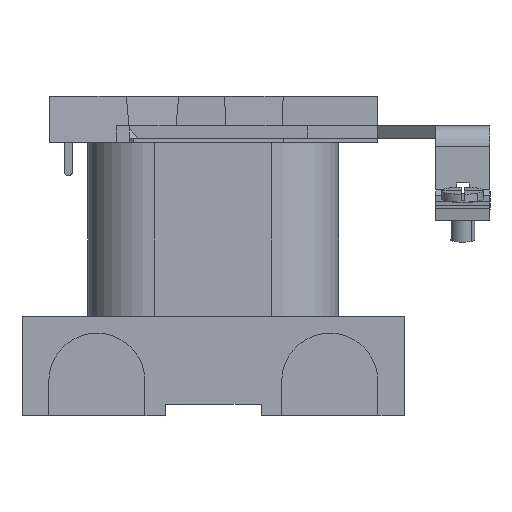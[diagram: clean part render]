
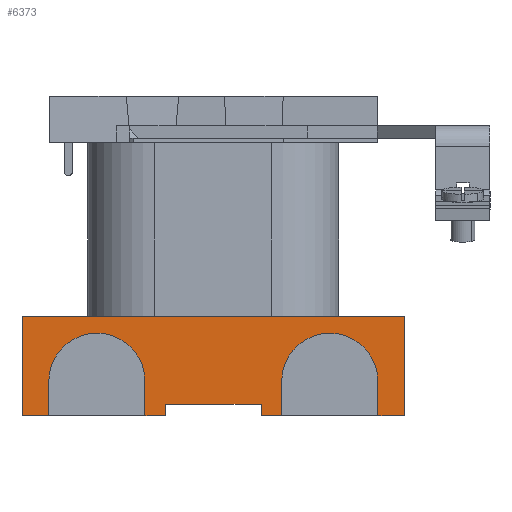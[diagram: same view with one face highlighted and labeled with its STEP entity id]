
A CAD part, front view. The second image highlights one B-rep face of the part: STEP entity #6373.
In plain terms, the highlighted planar face has unit normal (0, -1, 0).
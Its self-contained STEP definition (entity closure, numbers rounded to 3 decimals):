
#92 = CARTESIAN_POINT ( 'NONE',  ( 6.365, -16.143, -22.694 ) ) ;
#442 = VECTOR ( 'NONE', #5569, 1000. ) ;
#813 = CARTESIAN_POINT ( 'NONE',  ( -7.535, -16.143, -21.344 ) ) ;
#891 = LINE ( 'NONE', #5063, #9537 ) ;
#973 = CARTESIAN_POINT ( 'NONE',  ( -24.685, -16.143, -10.844 ) ) ;
#1301 = VERTEX_POINT ( 'NONE', #12266 ) ;
#1338 = AXIS2_PLACEMENT_3D ( 'NONE', #13158, #10364, #7867 ) ;
#1377 = EDGE_LOOP ( 'NONE', ( #4023, #16667, #10623, #11420, #9371, #14356, #15019, #12495, #12328, #11246, #5460, #12935, #1444, #4279, #4986, #12078 ) ) ;
#1444 = ORIENTED_EDGE ( 'NONE', *, *, #2063, .T. ) ;
#1467 = DIRECTION ( 'NONE',  ( 0., 1., 0. ) ) ;
#1561 = CARTESIAN_POINT ( 'NONE',  ( 17.865, -16.143, -22.694 ) ) ;
#1681 = DIRECTION ( 'NONE',  ( -1., 0., 0. ) ) ;
#1694 = CARTESIAN_POINT ( 'NONE',  ( 21.065, -16.143, -22.694 ) ) ;
#1746 = VERTEX_POINT ( 'NONE', #1561 ) ;
#1813 = LINE ( 'NONE', #13403, #10464 ) ;
#1968 = EDGE_CURVE ( 'NONE', #16305, #7995, #8359, .T. ) ;
#1992 = VECTOR ( 'NONE', #17011, 1000. ) ;
#2063 = EDGE_CURVE ( 'NONE', #15849, #10218, #4273, .T. ) ;
#2293 = LINE ( 'NONE', #3503, #12428 ) ;
#2318 = CARTESIAN_POINT ( 'NONE',  ( -24.685, -16.143, -10.844 ) ) ;
#2387 = LINE ( 'NONE', #7820, #1992 ) ;
#2397 = VECTOR ( 'NONE', #5670, 1000. ) ;
#2539 = CARTESIAN_POINT ( 'NONE',  ( -21.485, -16.143, -22.694 ) ) ;
#2653 = PLANE ( 'NONE',  #3360 ) ;
#2850 = DIRECTION ( 'NONE',  ( -1., 0., 0. ) ) ;
#3006 = VECTOR ( 'NONE', #4007, 1000. ) ;
#3037 = VECTOR ( 'NONE', #3127, 1000. ) ;
#3127 = DIRECTION ( 'NONE',  ( 0., 0., -1. ) ) ;
#3278 = EDGE_CURVE ( 'NONE', #15594, #1746, #9936, .T. ) ;
#3344 = EDGE_CURVE ( 'NONE', #12348, #1301, #13446, .T. ) ;
#3351 = EDGE_CURVE ( 'NONE', #16857, #13510, #16528, .T. ) ;
#3360 = AXIS2_PLACEMENT_3D ( 'NONE', #6775, #1467, #14430 ) ;
#3503 = CARTESIAN_POINT ( 'NONE',  ( -9.985, -16.143, -22.694 ) ) ;
#3630 = VECTOR ( 'NONE', #10382, 1000. ) ;
#4007 = DIRECTION ( 'NONE',  ( 0., 0., 1. ) ) ;
#4023 = ORIENTED_EDGE ( 'NONE', *, *, #13491, .T. ) ;
#4102 = VERTEX_POINT ( 'NONE', #9894 ) ;
#4273 = LINE ( 'NONE', #2539, #3006 ) ;
#4279 = ORIENTED_EDGE ( 'NONE', *, *, #5227, .T. ) ;
#4903 = EDGE_CURVE ( 'NONE', #15594, #14468, #11068, .T. ) ;
#4986 = ORIENTED_EDGE ( 'NONE', *, *, #13428, .T. ) ;
#5063 = CARTESIAN_POINT ( 'NONE',  ( -24.685, -16.143, -22.694 ) ) ;
#5227 = EDGE_CURVE ( 'NONE', #10218, #4102, #5369, .T. ) ;
#5369 = CIRCLE ( 'NONE', #1338, 5.75 ) ;
#5460 = ORIENTED_EDGE ( 'NONE', *, *, #3351, .F. ) ;
#5569 = DIRECTION ( 'NONE',  ( 0., 0., 1. ) ) ;
#5670 = DIRECTION ( 'NONE',  ( 0., 0., 1. ) ) ;
#6208 = CARTESIAN_POINT ( 'NONE',  ( 21.065, -16.143, -10.844 ) ) ;
#6271 = DIRECTION ( 'NONE',  ( -1., 0., 0. ) ) ;
#6373 = ADVANCED_FACE ( 'NONE', ( #14993 ), #2653, .F. ) ;
#6775 = CARTESIAN_POINT ( 'NONE',  ( -24.685, -16.143, -22.694 ) ) ;
#6799 = CARTESIAN_POINT ( 'NONE',  ( 17.865, -16.143, -22.694 ) ) ;
#6956 = DIRECTION ( 'NONE',  ( 1., 0., 0. ) ) ;
#7200 = LINE ( 'NONE', #2318, #10678 ) ;
#7282 = VERTEX_POINT ( 'NONE', #813 ) ;
#7598 = CARTESIAN_POINT ( 'NONE',  ( 3.915, -16.143, -21.344 ) ) ;
#7617 = CARTESIAN_POINT ( 'NONE',  ( -7.535, -16.143, -22.694 ) ) ;
#7820 = CARTESIAN_POINT ( 'NONE',  ( -24.685, -16.143, -22.694 ) ) ;
#7867 = DIRECTION ( 'NONE',  ( 1., 0., 0. ) ) ;
#7995 = VERTEX_POINT ( 'NONE', #11295 ) ;
#8238 = VERTEX_POINT ( 'NONE', #11817 ) ;
#8359 = LINE ( 'NONE', #11618, #3630 ) ;
#8395 = VECTOR ( 'NONE', #16006, 1000. ) ;
#8409 = EDGE_CURVE ( 'NONE', #9763, #8238, #10039, .T. ) ;
#8656 = EDGE_CURVE ( 'NONE', #12348, #8238, #2387, .T. ) ;
#8658 = CARTESIAN_POINT ( 'NONE',  ( 21.065, -16.143, -22.694 ) ) ;
#8840 = DIRECTION ( 'NONE',  ( 0., 0., 1. ) ) ;
#9359 = DIRECTION ( 'NONE',  ( 0., 0., 1. ) ) ;
#9371 = ORIENTED_EDGE ( 'NONE', *, *, #3344, .T. ) ;
#9468 = CARTESIAN_POINT ( 'NONE',  ( -24.685, -16.143, -22.694 ) ) ;
#9537 = VECTOR ( 'NONE', #14385, 1000. ) ;
#9695 = CARTESIAN_POINT ( 'NONE',  ( 17.865, -16.143, -18.594 ) ) ;
#9763 = VERTEX_POINT ( 'NONE', #7598 ) ;
#9869 = CARTESIAN_POINT ( 'NONE',  ( 3.915, -16.143, -22.694 ) ) ;
#9894 = CARTESIAN_POINT ( 'NONE',  ( -9.985, -16.143, -18.594 ) ) ;
#9936 = LINE ( 'NONE', #10809, #11401 ) ;
#10039 = LINE ( 'NONE', #9869, #3037 ) ;
#10218 = VERTEX_POINT ( 'NONE', #11087 ) ;
#10364 = DIRECTION ( 'NONE',  ( 0., 1., 0. ) ) ;
#10382 = DIRECTION ( 'NONE',  ( -1., 0., 0. ) ) ;
#10464 = VECTOR ( 'NONE', #6956, 1000. ) ;
#10623 = ORIENTED_EDGE ( 'NONE', *, *, #8409, .T. ) ;
#10678 = VECTOR ( 'NONE', #6271, 1000. ) ;
#10809 = CARTESIAN_POINT ( 'NONE',  ( -24.685, -16.143, -22.694 ) ) ;
#11068 = LINE ( 'NONE', #1694, #2397 ) ;
#11087 = CARTESIAN_POINT ( 'NONE',  ( -21.485, -16.143, -18.594 ) ) ;
#11246 = ORIENTED_EDGE ( 'NONE', *, *, #12999, .T. ) ;
#11295 = CARTESIAN_POINT ( 'NONE',  ( -9.985, -16.143, -22.694 ) ) ;
#11367 = LINE ( 'NONE', #7617, #11573 ) ;
#11401 = VECTOR ( 'NONE', #2850, 1000. ) ;
#11420 = ORIENTED_EDGE ( 'NONE', *, *, #8656, .F. ) ;
#11573 = VECTOR ( 'NONE', #8840, 1000. ) ;
#11618 = CARTESIAN_POINT ( 'NONE',  ( -24.685, -16.143, -22.694 ) ) ;
#11817 = CARTESIAN_POINT ( 'NONE',  ( 3.915, -16.143, -22.694 ) ) ;
#12078 = ORIENTED_EDGE ( 'NONE', *, *, #1968, .F. ) ;
#12239 = VECTOR ( 'NONE', #9359, 1000. ) ;
#12266 = CARTESIAN_POINT ( 'NONE',  ( 6.365, -16.143, -18.594 ) ) ;
#12328 = ORIENTED_EDGE ( 'NONE', *, *, #4903, .T. ) ;
#12348 = VERTEX_POINT ( 'NONE', #16418 ) ;
#12428 = VECTOR ( 'NONE', #16694, 1000. ) ;
#12495 = ORIENTED_EDGE ( 'NONE', *, *, #3278, .F. ) ;
#12635 = EDGE_CURVE ( 'NONE', #14997, #1746, #16031, .T. ) ;
#12732 = CIRCLE ( 'NONE', #16986, 5.75 ) ;
#12935 = ORIENTED_EDGE ( 'NONE', *, *, #16976, .F. ) ;
#12999 = EDGE_CURVE ( 'NONE', #14468, #13510, #7200, .T. ) ;
#13158 = CARTESIAN_POINT ( 'NONE',  ( -15.735, -16.143, -18.594 ) ) ;
#13303 = EDGE_CURVE ( 'NONE', #1301, #14997, #12732, .T. ) ;
#13403 = CARTESIAN_POINT ( 'NONE',  ( -7.535, -16.143, -21.344 ) ) ;
#13428 = EDGE_CURVE ( 'NONE', #4102, #7995, #2293, .T. ) ;
#13446 = LINE ( 'NONE', #92, #12239 ) ;
#13491 = EDGE_CURVE ( 'NONE', #16305, #7282, #11367, .T. ) ;
#13510 = VERTEX_POINT ( 'NONE', #973 ) ;
#14205 = EDGE_CURVE ( 'NONE', #7282, #9763, #1813, .T. ) ;
#14295 = CARTESIAN_POINT ( 'NONE',  ( -7.535, -16.143, -22.694 ) ) ;
#14356 = ORIENTED_EDGE ( 'NONE', *, *, #13303, .T. ) ;
#14385 = DIRECTION ( 'NONE',  ( -1., 0., 0. ) ) ;
#14430 = DIRECTION ( 'NONE',  ( -1., 0., 0. ) ) ;
#14468 = VERTEX_POINT ( 'NONE', #6208 ) ;
#14993 = FACE_OUTER_BOUND ( 'NONE', #1377, .T. ) ;
#14997 = VERTEX_POINT ( 'NONE', #9695 ) ;
#15019 = ORIENTED_EDGE ( 'NONE', *, *, #12635, .T. ) ;
#15095 = CARTESIAN_POINT ( 'NONE',  ( 12.115, -16.143, -18.594 ) ) ;
#15136 = CARTESIAN_POINT ( 'NONE',  ( -24.685, -16.143, -22.694 ) ) ;
#15594 = VERTEX_POINT ( 'NONE', #8658 ) ;
#15849 = VERTEX_POINT ( 'NONE', #15966 ) ;
#15966 = CARTESIAN_POINT ( 'NONE',  ( -21.485, -16.143, -22.694 ) ) ;
#16006 = DIRECTION ( 'NONE',  ( 0., 0., -1. ) ) ;
#16031 = LINE ( 'NONE', #6799, #8395 ) ;
#16305 = VERTEX_POINT ( 'NONE', #14295 ) ;
#16351 = DIRECTION ( 'NONE',  ( 0., 1., 0. ) ) ;
#16418 = CARTESIAN_POINT ( 'NONE',  ( 6.365, -16.143, -22.694 ) ) ;
#16528 = LINE ( 'NONE', #9468, #442 ) ;
#16667 = ORIENTED_EDGE ( 'NONE', *, *, #14205, .T. ) ;
#16694 = DIRECTION ( 'NONE',  ( 0., 0., -1. ) ) ;
#16857 = VERTEX_POINT ( 'NONE', #15136 ) ;
#16976 = EDGE_CURVE ( 'NONE', #15849, #16857, #891, .T. ) ;
#16986 = AXIS2_PLACEMENT_3D ( 'NONE', #15095, #16351, #1681 ) ;
#17011 = DIRECTION ( 'NONE',  ( -1., 0., 0. ) ) ;
